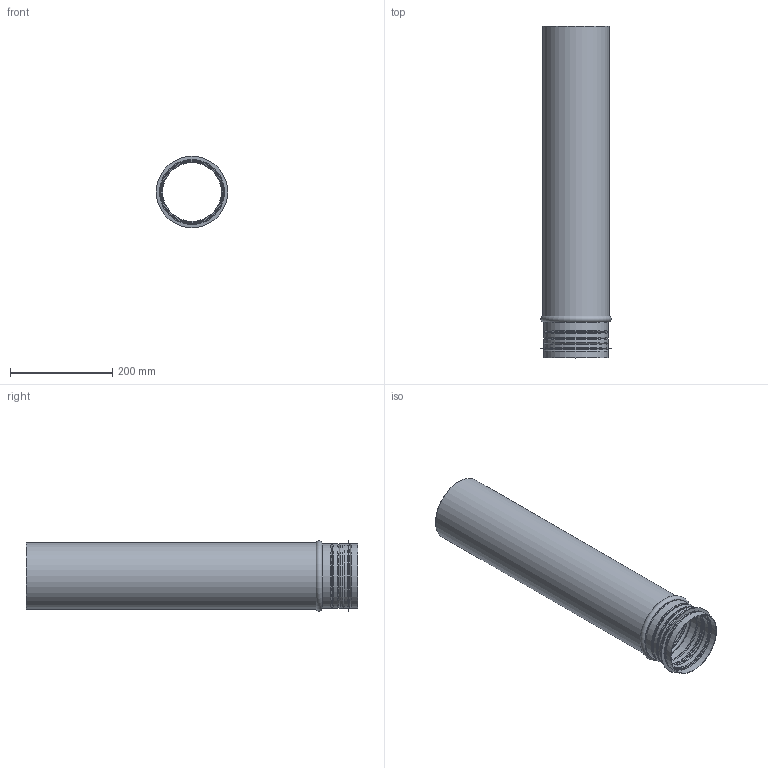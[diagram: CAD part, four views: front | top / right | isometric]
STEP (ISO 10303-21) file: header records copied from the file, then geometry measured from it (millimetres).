
FILE_DESCRIPTION(/* description */ ('Långmuff'),/* implementation_level */ '2;1');
FILE_NAME(/* name */ 'CD3-0004.stp',/* time_stamp */ '2017-02-16T23:26:59-08:00',/* author */ ('CAD'),/* organization */ (''),/* preprocessor_version */ 'ST-DEVELOPER v16.5',/* originating_system */ 'Autodesk Inventor 2017',/* authorisation */ '');
FILE_SCHEMA (('AUTOMOTIVE_DESIGN { 1 0 10303 214 3 1 1 }'));
Length unit declared in the file: millimetre
Products named in the file (5): HILMH-1; HILMH-AA-1; HILMH-AB-1; HIK-AA-2; HIK-AB-2
Assembly tree (4 placements, depth 2):
  HILMH-1
    HILMH-AA-1
    HILMH-AB-1
    HIK-AA-2
    HIK-AB-2
Bounding box: 139.6 x 650 x 139.6 mm (x, y, z)
Volume: 287234 mm3; surface area: 565308.5 mm2
Topology: 4 solids, 4 shells, 102 faces, 200 edges, 106 vertices
Faces by surface type: plane 47, torus 26, cylinder 19, cone 10
Full cylindrical faces by diameter (mm): 115 x1, 117 x1, 120 x1, 122 x3, 125 x4, 125.6 x2, 126.6 x1, 127 x3, 127.7 x1, 129.7 x1, 139.6 x1
Entity records: 2741 total; most frequent: DIRECTION 510, CARTESIAN_POINT 403, ORIENTED_EDGE 372, AXIS2_PLACEMENT_3D 213, EDGE_CURVE 186, EDGE_LOOP 120, VERTEX_POINT 106, STYLED_ITEM 106
